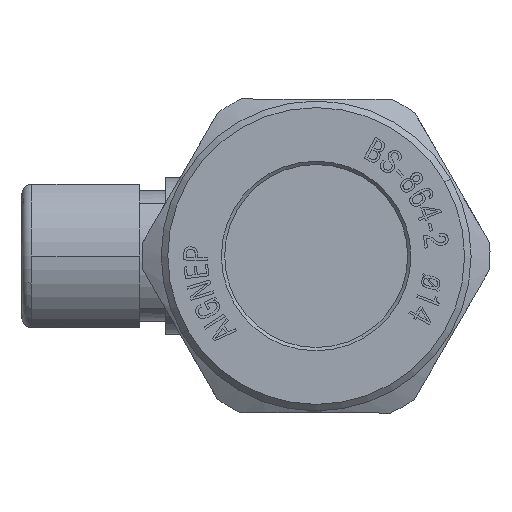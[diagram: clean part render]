
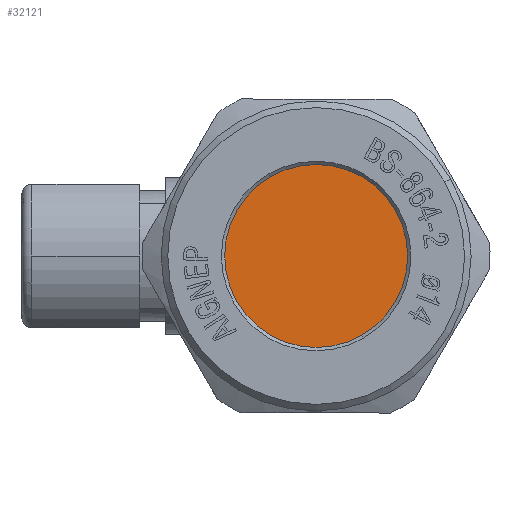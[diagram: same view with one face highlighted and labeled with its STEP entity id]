
A CAD part, left-side view. The second image highlights one B-rep face of the part: STEP entity #32121.
In plain terms, the highlighted planar face has unit normal (-1, 0, 0).
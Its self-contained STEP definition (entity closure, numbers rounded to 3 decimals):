
#182 = CIRCLE ( 'NONE', #3655, 7. ) ;
#3357 = CARTESIAN_POINT ( 'NONE',  ( -25.274, 0., 0. ) ) ;
#3358 = DIRECTION ( 'NONE',  ( 1., 0., 0. ) ) ;
#3359 = DIRECTION ( 'NONE',  ( 0., 0., 1. ) ) ;
#3655 = AXIS2_PLACEMENT_3D ( 'NONE', #3357, #3358, #3359 ) ;
#11614 = CARTESIAN_POINT ( 'NONE',  ( -25.274, -3.489, -6.068 ) ) ;
#11615 = CARTESIAN_POINT ( 'NONE',  ( -25.274, 3.489, 6.068 ) ) ;
#18832 = FACE_OUTER_BOUND ( 'NONE', #34514, .T. ) ;
#25483 = EDGE_CURVE ( 'NONE', #37352, #37353, #42633, .T. ) ;
#32121 = ADVANCED_FACE ( 'NONE', ( #18832 ), #39167, .T. ) ;
#33011 = EDGE_CURVE ( 'NONE', #37353, #37352, #182, .T. ) ;
#34342 = ORIENTED_EDGE ( 'NONE', *, *, #25483, .F. ) ;
#34343 = ORIENTED_EDGE ( 'NONE', *, *, #33011, .F. ) ;
#34514 = EDGE_LOOP ( 'NONE', ( #34342, #34343 ) ) ;
#37352 = VERTEX_POINT ( 'NONE', #11614 ) ;
#37353 = VERTEX_POINT ( 'NONE', #11615 ) ;
#38373 = AXIS2_PLACEMENT_3D ( 'NONE', #39168, #39173, #39174 ) ;
#39167 = PLANE ( 'NONE',  #38373 ) ;
#39168 = CARTESIAN_POINT ( 'NONE',  ( -25.274, 0., 0. ) ) ;
#39173 = DIRECTION ( 'NONE',  ( -1., 0., 0. ) ) ;
#39174 = DIRECTION ( 'NONE',  ( 0., 0., 1. ) ) ;
#42304 = CARTESIAN_POINT ( 'NONE',  ( -25.274, 0., 0. ) ) ;
#42305 = DIRECTION ( 'NONE',  ( 1., 0., 0. ) ) ;
#42306 = DIRECTION ( 'NONE',  ( 0., 0., 1. ) ) ;
#42633 = CIRCLE ( 'NONE', #44958, 7. ) ;
#44958 = AXIS2_PLACEMENT_3D ( 'NONE', #42304, #42305, #42306 ) ;
